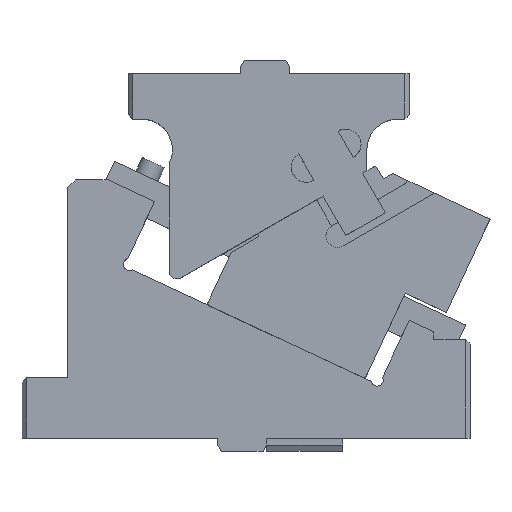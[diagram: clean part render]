
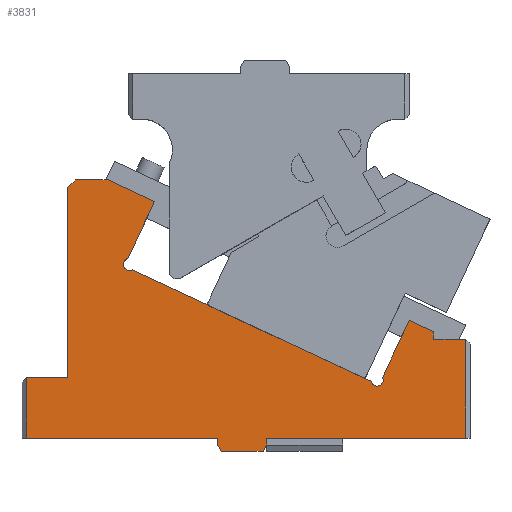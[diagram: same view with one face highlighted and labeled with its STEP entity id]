
A CAD part, top view. The second image highlights one B-rep face of the part: STEP entity #3831.
In plain terms, the highlighted planar face has unit normal (0, 0, 1).
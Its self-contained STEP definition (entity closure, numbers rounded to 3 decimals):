
#3293=CARTESIAN_POINT('Vertex',(292.,0.,25.)) ;
#3296=CARTESIAN_POINT('Line Origine',(226.5,0.,25.)) ;
#3300=CARTESIAN_POINT('Vertex',(161.,0.,25.)) ;
#3633=CARTESIAN_POINT('Vertex',(292.,65.,25.)) ;
#3636=CARTESIAN_POINT('Line Origine',(292.,32.5,25.)) ;
#3648=CARTESIAN_POINT('Axis2P3D Location',(70.655,114.394,25.)) ;
#3653=CARTESIAN_POINT('Line Origine',(161.,-2.25,25.)) ;
#3657=CARTESIAN_POINT('Vertex',(161.,-4.5,25.)) ;
#3660=CARTESIAN_POINT('Line Origine',(281.5,65.,25.)) ;
#3664=CARTESIAN_POINT('Vertex',(271.,65.,25.)) ;
#3667=CARTESIAN_POINT('Line Origine',(271.,67.536,25.)) ;
#3671=CARTESIAN_POINT('Vertex',(271.,70.072,25.)) ;
#3674=CARTESIAN_POINT('Line Origine',(262.932,73.834,25.)) ;
#3678=CARTESIAN_POINT('Vertex',(254.863,77.596,25.)) ;
#3681=CARTESIAN_POINT('Line Origine',(246.12,58.846,25.)) ;
#3685=CARTESIAN_POINT('Vertex',(237.376,40.096,25.)) ;
#3688=CARTESIAN_POINT('Axis2P3D Location',(233.791,38.322,25.)) ;
#3692=CARTESIAN_POINT('Vertex',(237.791,38.322,25.)) ;
#3695=CARTESIAN_POINT('Axis2P3D Location',(233.791,38.322,25.)) ;
#3699=CARTESIAN_POINT('Vertex',(229.904,37.376,25.)) ;
#3702=CARTESIAN_POINT('Line Origine',(151.167,74.092,25.)) ;
#3706=CARTESIAN_POINT('Vertex',(72.429,110.808,25.)) ;
#3709=CARTESIAN_POINT('Axis2P3D Location',(70.655,114.394,25.)) ;
#3713=CARTESIAN_POINT('Vertex',(66.655,114.394,25.)) ;
#3716=CARTESIAN_POINT('Axis2P3D Location',(70.655,114.394,25.)) ;
#3720=CARTESIAN_POINT('Vertex',(69.709,118.28,25.)) ;
#3723=CARTESIAN_POINT('Line Origine',(78.453,137.03,25.)) ;
#3727=CARTESIAN_POINT('Vertex',(87.196,155.781,25.)) ;
#3730=CARTESIAN_POINT('Line Origine',(71.95,162.89,25.)) ;
#3734=CARTESIAN_POINT('Vertex',(56.703,170.,25.)) ;
#3737=CARTESIAN_POINT('Line Origine',(45.852,170.,25.)) ;
#3741=CARTESIAN_POINT('Vertex',(35.,170.,25.)) ;
#3744=CARTESIAN_POINT('Line Origine',(32.5,167.5,25.)) ;
#3748=CARTESIAN_POINT('Vertex',(30.,165.,25.)) ;
#3751=CARTESIAN_POINT('Line Origine',(30.,102.5,25.)) ;
#3755=CARTESIAN_POINT('Vertex',(30.,40.,25.)) ;
#3758=CARTESIAN_POINT('Line Origine',(16.5,40.,25.)) ;
#3762=CARTESIAN_POINT('Vertex',(3.,40.,25.)) ;
#3765=CARTESIAN_POINT('Line Origine',(3.,20.,25.)) ;
#3769=CARTESIAN_POINT('Vertex',(3.,0.,25.)) ;
#3772=CARTESIAN_POINT('Line Origine',(66.,0.,25.)) ;
#3776=CARTESIAN_POINT('Vertex',(129.,0.,25.)) ;
#3779=CARTESIAN_POINT('Line Origine',(129.,-2.25,25.)) ;
#3783=CARTESIAN_POINT('Vertex',(129.,-4.5,25.)) ;
#3786=CARTESIAN_POINT('Line Origine',(130.155,-6.5,25.)) ;
#3790=CARTESIAN_POINT('Vertex',(131.309,-8.5,25.)) ;
#3793=CARTESIAN_POINT('Line Origine',(145.,-8.5,25.)) ;
#3797=CARTESIAN_POINT('Vertex',(158.691,-8.5,25.)) ;
#3800=CARTESIAN_POINT('Line Origine',(159.845,-6.5,25.)) ;
#3297=DIRECTION('Vector Direction',(1.,0.,0.)) ;
#3637=DIRECTION('Vector Direction',(0.,1.,0.)) ;
#3649=DIRECTION('Axis2P3D Direction',(0.,0.,1.)) ;
#3650=DIRECTION('Axis2P3D XDirection',(1.,0.,-0.)) ;
#3654=DIRECTION('Vector Direction',(0.,-1.,0.)) ;
#3661=DIRECTION('Vector Direction',(1.,0.,0.)) ;
#3668=DIRECTION('Vector Direction',(0.,-1.,0.)) ;
#3675=DIRECTION('Vector Direction',(0.906,-0.423,0.)) ;
#3682=DIRECTION('Vector Direction',(0.423,0.906,0.)) ;
#3689=DIRECTION('Axis2P3D Direction',(0.,0.,1.)) ;
#3696=DIRECTION('Axis2P3D Direction',(0.,0.,1.)) ;
#3703=DIRECTION('Vector Direction',(0.906,-0.423,0.)) ;
#3710=DIRECTION('Axis2P3D Direction',(0.,0.,1.)) ;
#3717=DIRECTION('Axis2P3D Direction',(0.,0.,1.)) ;
#3724=DIRECTION('Vector Direction',(0.423,0.906,0.)) ;
#3731=DIRECTION('Vector Direction',(-0.906,0.423,0.)) ;
#3738=DIRECTION('Vector Direction',(-1.,0.,0.)) ;
#3745=DIRECTION('Vector Direction',(-0.707,-0.707,0.)) ;
#3752=DIRECTION('Vector Direction',(0.,1.,0.)) ;
#3759=DIRECTION('Vector Direction',(1.,0.,0.)) ;
#3766=DIRECTION('Vector Direction',(0.,-1.,0.)) ;
#3773=DIRECTION('Vector Direction',(1.,0.,0.)) ;
#3780=DIRECTION('Vector Direction',(0.,-1.,0.)) ;
#3787=DIRECTION('Vector Direction',(-0.5,0.866,0.)) ;
#3794=DIRECTION('Vector Direction',(1.,0.,0.)) ;
#3801=DIRECTION('Vector Direction',(0.5,0.866,0.)) ;
#3651=AXIS2_PLACEMENT_3D('Plane Axis2P3D',#3648,#3649,#3650) ;
#3690=AXIS2_PLACEMENT_3D('Circle Axis2P3D',#3688,#3689,$) ;
#3697=AXIS2_PLACEMENT_3D('Circle Axis2P3D',#3695,#3696,$) ;
#3711=AXIS2_PLACEMENT_3D('Circle Axis2P3D',#3709,#3710,$) ;
#3718=AXIS2_PLACEMENT_3D('Circle Axis2P3D',#3716,#3717,$) ;
#3806=ORIENTED_EDGE('',*,*,#3659,.F.) ;
#3807=ORIENTED_EDGE('',*,*,#3302,.T.) ;
#3808=ORIENTED_EDGE('',*,*,#3640,.T.) ;
#3809=ORIENTED_EDGE('',*,*,#3666,.F.) ;
#3810=ORIENTED_EDGE('',*,*,#3673,.F.) ;
#3811=ORIENTED_EDGE('',*,*,#3680,.F.) ;
#3812=ORIENTED_EDGE('',*,*,#3687,.F.) ;
#3813=ORIENTED_EDGE('',*,*,#3694,.F.) ;
#3814=ORIENTED_EDGE('',*,*,#3701,.F.) ;
#3815=ORIENTED_EDGE('',*,*,#3708,.F.) ;
#3816=ORIENTED_EDGE('',*,*,#3715,.F.) ;
#3817=ORIENTED_EDGE('',*,*,#3722,.F.) ;
#3818=ORIENTED_EDGE('',*,*,#3729,.T.) ;
#3819=ORIENTED_EDGE('',*,*,#3736,.T.) ;
#3820=ORIENTED_EDGE('',*,*,#3743,.T.) ;
#3821=ORIENTED_EDGE('',*,*,#3750,.T.) ;
#3822=ORIENTED_EDGE('',*,*,#3757,.F.) ;
#3823=ORIENTED_EDGE('',*,*,#3764,.F.) ;
#3824=ORIENTED_EDGE('',*,*,#3771,.T.) ;
#3825=ORIENTED_EDGE('',*,*,#3778,.T.) ;
#3826=ORIENTED_EDGE('',*,*,#3785,.T.) ;
#3827=ORIENTED_EDGE('',*,*,#3792,.F.) ;
#3828=ORIENTED_EDGE('',*,*,#3799,.F.) ;
#3829=ORIENTED_EDGE('',*,*,#3804,.F.) ;
#3298=VECTOR('Line Direction',#3297,1.) ;
#3638=VECTOR('Line Direction',#3637,1.) ;
#3655=VECTOR('Line Direction',#3654,1.) ;
#3662=VECTOR('Line Direction',#3661,1.) ;
#3669=VECTOR('Line Direction',#3668,1.) ;
#3676=VECTOR('Line Direction',#3675,1.) ;
#3683=VECTOR('Line Direction',#3682,1.) ;
#3704=VECTOR('Line Direction',#3703,1.) ;
#3725=VECTOR('Line Direction',#3724,1.) ;
#3732=VECTOR('Line Direction',#3731,1.) ;
#3739=VECTOR('Line Direction',#3738,1.) ;
#3746=VECTOR('Line Direction',#3745,1.) ;
#3753=VECTOR('Line Direction',#3752,1.) ;
#3760=VECTOR('Line Direction',#3759,1.) ;
#3767=VECTOR('Line Direction',#3766,1.) ;
#3774=VECTOR('Line Direction',#3773,1.) ;
#3781=VECTOR('Line Direction',#3780,1.) ;
#3788=VECTOR('Line Direction',#3787,1.) ;
#3795=VECTOR('Line Direction',#3794,1.) ;
#3802=VECTOR('Line Direction',#3801,1.) ;
#3831=ADVANCED_FACE('CAM HOLDER',(#3830),#3652,.T.) ;
#3691=CIRCLE('generated circle',#3690,4.) ;
#3698=CIRCLE('generated circle',#3697,4.) ;
#3712=CIRCLE('generated circle',#3711,4.) ;
#3719=CIRCLE('generated circle',#3718,4.) ;
#3302=EDGE_CURVE('',#3301,#3294,#3299,.T.) ;
#3640=EDGE_CURVE('',#3294,#3634,#3639,.T.) ;
#3659=EDGE_CURVE('',#3301,#3658,#3656,.T.) ;
#3666=EDGE_CURVE('',#3665,#3634,#3663,.T.) ;
#3673=EDGE_CURVE('',#3672,#3665,#3670,.T.) ;
#3680=EDGE_CURVE('',#3679,#3672,#3677,.T.) ;
#3687=EDGE_CURVE('',#3686,#3679,#3684,.T.) ;
#3694=EDGE_CURVE('',#3693,#3686,#3691,.T.) ;
#3701=EDGE_CURVE('',#3700,#3693,#3698,.T.) ;
#3708=EDGE_CURVE('',#3707,#3700,#3705,.T.) ;
#3715=EDGE_CURVE('',#3714,#3707,#3712,.T.) ;
#3722=EDGE_CURVE('',#3721,#3714,#3719,.T.) ;
#3729=EDGE_CURVE('',#3721,#3728,#3726,.T.) ;
#3736=EDGE_CURVE('',#3728,#3735,#3733,.T.) ;
#3743=EDGE_CURVE('',#3735,#3742,#3740,.T.) ;
#3750=EDGE_CURVE('',#3742,#3749,#3747,.T.) ;
#3757=EDGE_CURVE('',#3756,#3749,#3754,.T.) ;
#3764=EDGE_CURVE('',#3763,#3756,#3761,.T.) ;
#3771=EDGE_CURVE('',#3763,#3770,#3768,.T.) ;
#3778=EDGE_CURVE('',#3770,#3777,#3775,.T.) ;
#3785=EDGE_CURVE('',#3777,#3784,#3782,.T.) ;
#3792=EDGE_CURVE('',#3791,#3784,#3789,.T.) ;
#3799=EDGE_CURVE('',#3798,#3791,#3796,.F.) ;
#3804=EDGE_CURVE('',#3658,#3798,#3803,.F.) ;
#3805=EDGE_LOOP('',(#3806,#3807,#3808,#3809,#3810,#3811,#3812,#3813,#3814,#3815,#3816,#3817,#3818,#3819,#3820,#3821,#3822,#3823,#3824,#3825,#3826,#3827,#3828,#3829)) ;
#3830=FACE_OUTER_BOUND('',#3805,.T.) ;
#3299=LINE('Line',#3296,#3298) ;
#3639=LINE('Line',#3636,#3638) ;
#3656=LINE('Line',#3653,#3655) ;
#3663=LINE('Line',#3660,#3662) ;
#3670=LINE('Line',#3667,#3669) ;
#3677=LINE('Line',#3674,#3676) ;
#3684=LINE('Line',#3681,#3683) ;
#3705=LINE('Line',#3702,#3704) ;
#3726=LINE('Line',#3723,#3725) ;
#3733=LINE('Line',#3730,#3732) ;
#3740=LINE('Line',#3737,#3739) ;
#3747=LINE('Line',#3744,#3746) ;
#3754=LINE('Line',#3751,#3753) ;
#3761=LINE('Line',#3758,#3760) ;
#3768=LINE('Line',#3765,#3767) ;
#3775=LINE('Line',#3772,#3774) ;
#3782=LINE('Line',#3779,#3781) ;
#3789=LINE('Line',#3786,#3788) ;
#3796=LINE('Line',#3793,#3795) ;
#3803=LINE('Line',#3800,#3802) ;
#3652=PLANE('Plane',#3651) ;
#3294=VERTEX_POINT('',#3293) ;
#3301=VERTEX_POINT('',#3300) ;
#3634=VERTEX_POINT('',#3633) ;
#3658=VERTEX_POINT('',#3657) ;
#3665=VERTEX_POINT('',#3664) ;
#3672=VERTEX_POINT('',#3671) ;
#3679=VERTEX_POINT('',#3678) ;
#3686=VERTEX_POINT('',#3685) ;
#3693=VERTEX_POINT('',#3692) ;
#3700=VERTEX_POINT('',#3699) ;
#3707=VERTEX_POINT('',#3706) ;
#3714=VERTEX_POINT('',#3713) ;
#3721=VERTEX_POINT('',#3720) ;
#3728=VERTEX_POINT('',#3727) ;
#3735=VERTEX_POINT('',#3734) ;
#3742=VERTEX_POINT('',#3741) ;
#3749=VERTEX_POINT('',#3748) ;
#3756=VERTEX_POINT('',#3755) ;
#3763=VERTEX_POINT('',#3762) ;
#3770=VERTEX_POINT('',#3769) ;
#3777=VERTEX_POINT('',#3776) ;
#3784=VERTEX_POINT('',#3783) ;
#3791=VERTEX_POINT('',#3790) ;
#3798=VERTEX_POINT('',#3797) ;
